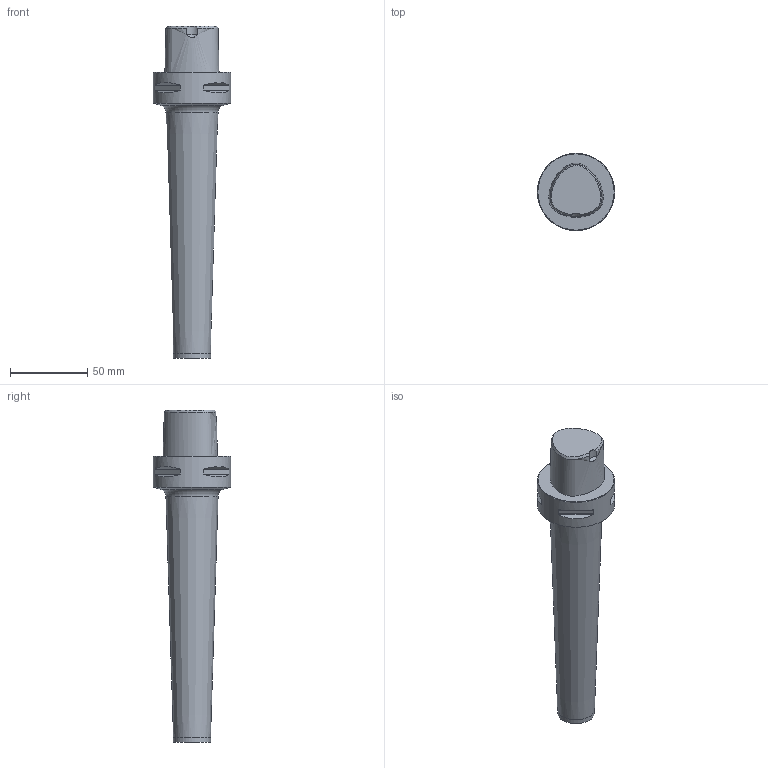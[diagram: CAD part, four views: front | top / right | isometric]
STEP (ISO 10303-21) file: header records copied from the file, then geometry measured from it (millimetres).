
FILE_DESCRIPTION(/* description */ (''),/* implementation_level */ '2;1');
FILE_NAME(/* name */ '1529480775362.stp',/* time_stamp */ '2018-06-20T09:46:25+02:00',/* author */ (''),/* organization */ ('SMS'),/* preprocessor_version */ 'ST-DEVELOPER v15',/* originating_system */ 'SIEMENS PLM Software NX 8.5',/* authorisation */ '');
FILE_SCHEMA (('AUTOMOTIVE_DESIGN { 1 0 10303 214 3 1 1 1 }'));
Length unit declared in the file: millimetre
Products named in the file (1): C5-EH20D-185
Bounding box: 50 x 50 x 215 mm (x, y, z)
Volume: 176999.4 mm3; surface area: 24591.9 mm2
Topology: 1 solids, 1 shells, 34 faces, 79 edges, 55 vertices
Faces by surface type: plane 15, cylinder 11, cone 5, bspline 2, torus 1
Full cylindrical faces by diameter (mm): 24 x1, 50 x1
Entity records: 1620 total; most frequent: CARTESIAN_POINT 872, ORIENTED_EDGE 136, DIRECTION 132, EDGE_CURVE 68, AXIS2_PLACEMENT_3D 54, VERTEX_POINT 48, EDGE_LOOP 46, ADVANCED_FACE 34
